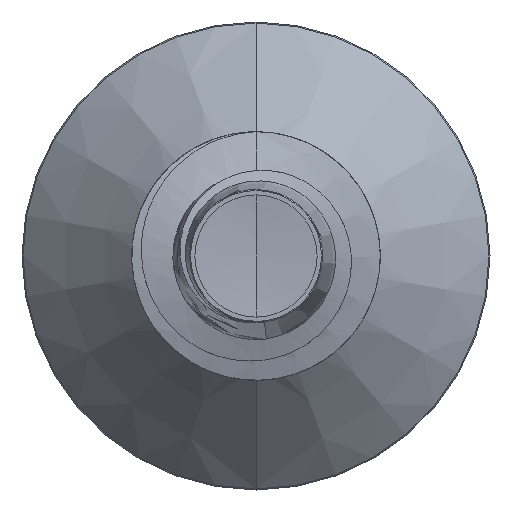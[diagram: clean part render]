
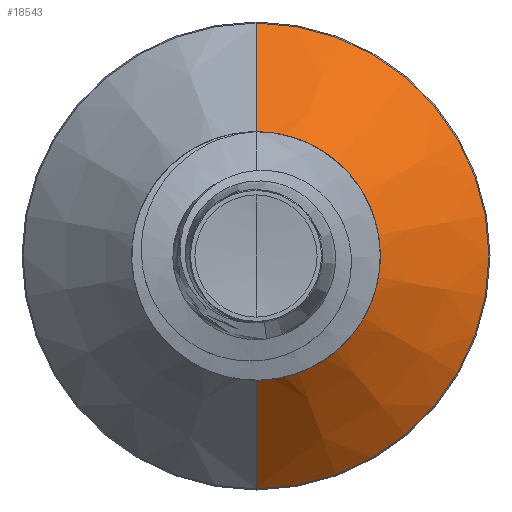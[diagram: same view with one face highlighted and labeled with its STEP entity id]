
A CAD part, front view. The second image highlights one B-rep face of the part: STEP entity #18543.
In plain terms, the highlighted conical face has half-angle 45 degrees and reference radius 2.744 mm.
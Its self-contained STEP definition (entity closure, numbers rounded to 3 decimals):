
#17 = VECTOR ( 'NONE', #10987, 1000. ) ;
#601 = DIRECTION ( 'NONE',  ( 0., 0.707, -0.707 ) ) ;
#630 = CARTESIAN_POINT ( 'NONE',  ( 0., 23.745, -2.745 ) ) ;
#1656 = AXIS2_PLACEMENT_3D ( 'NONE', #24360, #13350, #26444 ) ;
#2474 = ORIENTED_EDGE ( 'NONE', *, *, #24390, .T. ) ;
#2502 = ORIENTED_EDGE ( 'NONE', *, *, #8752, .T. ) ;
#2508 = ORIENTED_EDGE ( 'NONE', *, *, #17252, .F. ) ;
#2568 = DIRECTION ( 'NONE',  ( 0., 0., 1. ) ) ;
#2783 = ORIENTED_EDGE ( 'NONE', *, *, #17413, .F. ) ;
#4945 = CONICAL_SURFACE ( 'NONE', #22838, 2.745, 0.785 ) ;
#5462 = LINE ( 'NONE', #630, #26748 ) ;
#8697 = EDGE_LOOP ( 'NONE', ( #2474, #2502, #2508, #2783 ) ) ;
#8752 = EDGE_CURVE ( 'NONE', #26935, #20220, #5462, .T. ) ;
#9047 = DIRECTION ( 'NONE',  ( 0., 1., 0. ) ) ;
#10987 = DIRECTION ( 'NONE',  ( 0., 0.707, 0.707 ) ) ;
#13034 = CIRCLE ( 'NONE', #26833, 2.745 ) ;
#13350 = DIRECTION ( 'NONE',  ( 0., 1., 0. ) ) ;
#13544 = CARTESIAN_POINT ( 'NONE',  ( 0., 23.745, 2.745 ) ) ;
#14242 = VERTEX_POINT ( 'NONE', #21740 ) ;
#17252 = EDGE_CURVE ( 'NONE', #14242, #20220, #22706, .T. ) ;
#17413 = EDGE_CURVE ( 'NONE', #25275, #14242, #17436, .T. ) ;
#17436 = LINE ( 'NONE', #13544, #17 ) ;
#17734 = CARTESIAN_POINT ( 'NONE',  ( 0., 26.624, -5.624 ) ) ;
#18543 = ADVANCED_FACE ( 'NONE', ( #26991 ), #4945, .T. ) ;
#20220 = VERTEX_POINT ( 'NONE', #17734 ) ;
#21185 = CARTESIAN_POINT ( 'NONE',  ( 0., 23.745, 0. ) ) ;
#21740 = CARTESIAN_POINT ( 'NONE',  ( 0., 26.624, 5.624 ) ) ;
#22706 = CIRCLE ( 'NONE', #1656, 5.624 ) ;
#22838 = AXIS2_PLACEMENT_3D ( 'NONE', #23739, #23825, #2568 ) ;
#23036 = DIRECTION ( 'NONE',  ( 0., 0., 1. ) ) ;
#23293 = CARTESIAN_POINT ( 'NONE',  ( 0., 23.745, -2.745 ) ) ;
#23739 = CARTESIAN_POINT ( 'NONE',  ( 0., 23.745, 0. ) ) ;
#23825 = DIRECTION ( 'NONE',  ( 0., 1., 0. ) ) ;
#24360 = CARTESIAN_POINT ( 'NONE',  ( 0., 26.624, 0. ) ) ;
#24390 = EDGE_CURVE ( 'NONE', #25275, #26935, #13034, .T. ) ;
#25275 = VERTEX_POINT ( 'NONE', #26067 ) ;
#26067 = CARTESIAN_POINT ( 'NONE',  ( 0., 23.745, 2.745 ) ) ;
#26444 = DIRECTION ( 'NONE',  ( 0., 0., 1. ) ) ;
#26748 = VECTOR ( 'NONE', #601, 1000. ) ;
#26833 = AXIS2_PLACEMENT_3D ( 'NONE', #21185, #9047, #23036 ) ;
#26935 = VERTEX_POINT ( 'NONE', #23293 ) ;
#26991 = FACE_OUTER_BOUND ( 'NONE', #8697, .T. ) ;
